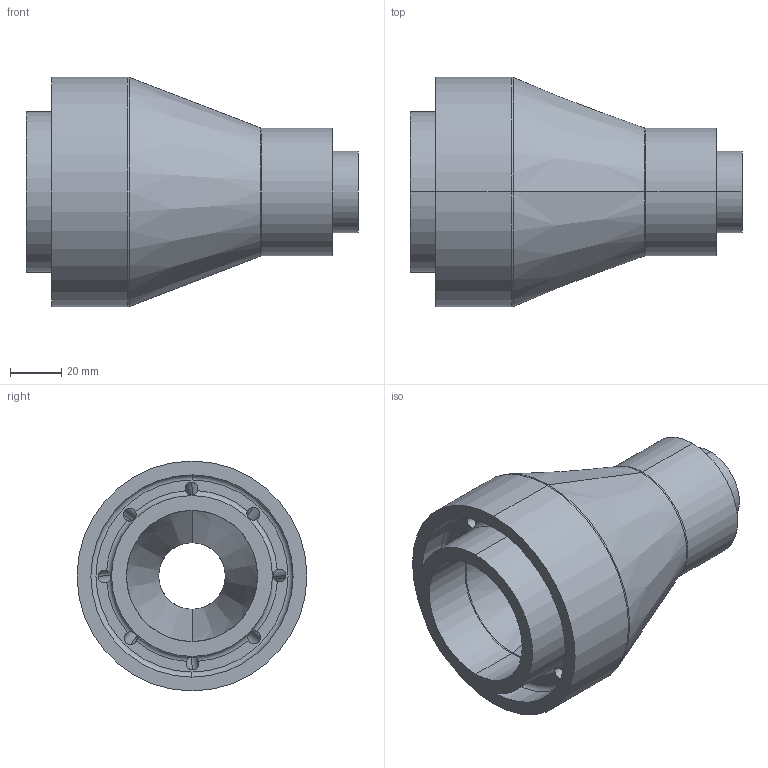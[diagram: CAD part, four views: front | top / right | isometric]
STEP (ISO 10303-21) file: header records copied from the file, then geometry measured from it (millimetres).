
FILE_DESCRIPTION (( 'STEP AP203' ), '1' );
FILE_NAME ('--7865249.STEP', '2015-03-20T18:15:04', ( 'enduser' ), ( '' ), 'SwSTEP 2.0', 'SolidWorks 2014', '' );
FILE_SCHEMA (( 'CONFIG_CONTROL_DESIGN' ));
Length unit declared in the file: millimetre
Products named in the file (1): --7865249
Bounding box: 130 x 90 x 90 mm (x, y, z)
Volume: 299305.8 mm3; surface area: 68839 mm2
Topology: 1 solids, 1 shells, 72 faces, 226 edges, 143 vertices
Faces by surface type: cylinder 32, torus 23, plane 13, cone 4
Entity records: 3139 total; most frequent: CARTESIAN_POINT 1185, ORIENTED_EDGE 452, DIRECTION 364, EDGE_CURVE 226, AXIS2_PLACEMENT_3D 164, VERTEX_POINT 143, CIRCLE 91, EDGE_LOOP 77
